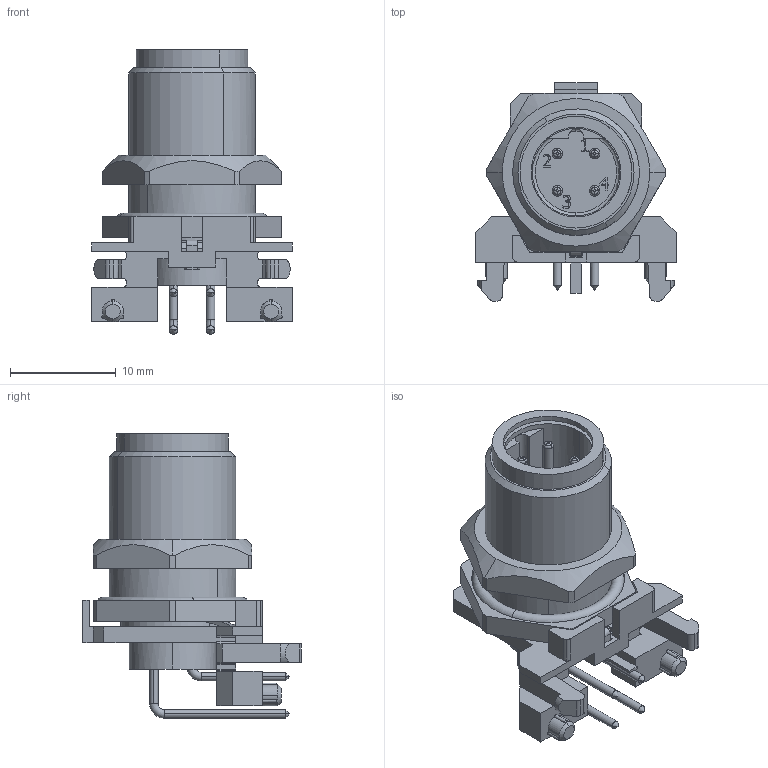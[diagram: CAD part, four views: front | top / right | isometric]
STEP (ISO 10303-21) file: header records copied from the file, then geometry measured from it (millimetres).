
FILE_DESCRIPTION(('CATIA V5R24 STEP','CAx-IF Rec.Pracs.--- Model Styling and Organization---1.2---2011-12-15'),'2;1');
FILE_NAME ('D1461956_0_2424350000_2424350000.stp','2017-08-29T12:24:59+00:00',('none'),('Weidmueller'),'CATIA Version 5-6 Release 2014 SP4 HF52','CATIA V5 STEP AP214','none');
FILE_SCHEMA(('AUTOMOTIVE_DESIGN { 1 0 10303 214 1 1 1 1 }'));
Length unit declared in the file: millimetre
Products named in the file (1): 2424350000
Bounding box: 19 x 20.7 x 26.96 mm (x, y, z)
Volume: 2606.3 mm3; surface area: 4207.8 mm2
Topology: 4 solids, 4 shells, 445 faces, 1246 edges, 822 vertices
Faces by surface type: plane 200, cylinder 134, bspline 65, cone 26, torus 20
Entity records: 15210 total; most frequent: CARTESIAN_POINT 4732, ORIENTED_EDGE 2472, DIRECTION 1646, EDGE_CURVE 1236, VERTEX_POINT 821, VECTOR 646, LINE 646, AXIS2_PLACEMENT_3D 636
